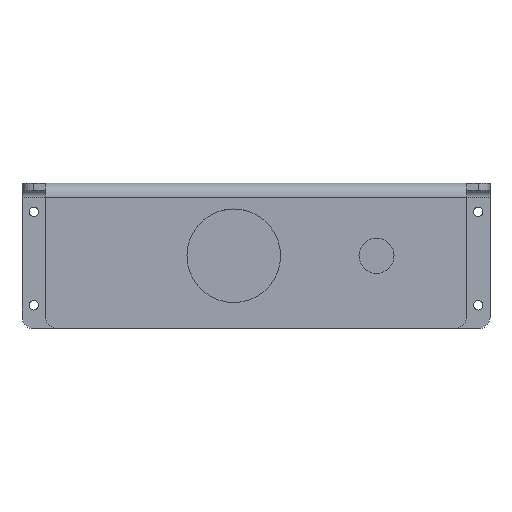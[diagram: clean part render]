
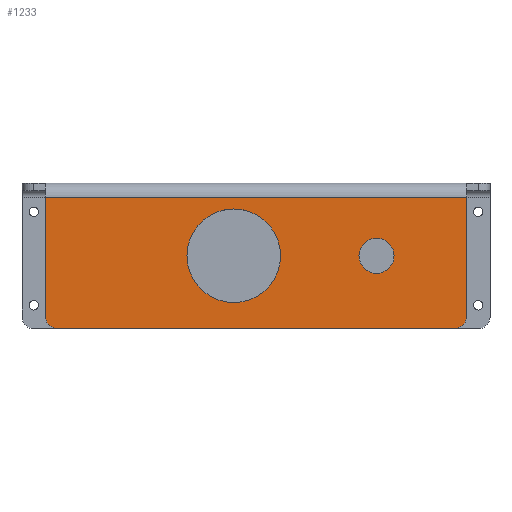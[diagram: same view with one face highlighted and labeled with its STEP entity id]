
A CAD part, top view. The second image highlights one B-rep face of the part: STEP entity #1233.
In plain terms, the highlighted planar face has unit normal (0, 0, 1).
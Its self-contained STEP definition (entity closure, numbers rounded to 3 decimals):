
#10 = LINE ( 'NONE', #817, #2254 ) ;
#17 = CIRCLE ( 'NONE', #1658, 20. ) ;
#24 = EDGE_CURVE ( 'NONE', #1394, #1965, #10, .T. ) ;
#25 = VERTEX_POINT ( 'NONE', #1222 ) ;
#70 = VERTEX_POINT ( 'NONE', #2351 ) ;
#77 = DIRECTION ( 'NONE',  ( 0., 1., 0. ) ) ;
#99 = CARTESIAN_POINT ( 'NONE',  ( 51.5, 0., 98. ) ) ;
#130 = VERTEX_POINT ( 'NONE', #1265 ) ;
#161 = FACE_BOUND ( 'NONE', #1079, .T. ) ;
#171 = AXIS2_PLACEMENT_3D ( 'NONE', #313, #2025, #77 ) ;
#175 = DIRECTION ( 'NONE',  ( 1., 0., 0. ) ) ;
#258 = AXIS2_PLACEMENT_3D ( 'NONE', #99, #1468, #1056 ) ;
#313 = CARTESIAN_POINT ( 'NONE',  ( 85., -26., 98. ) ) ;
#325 = ORIENTED_EDGE ( 'NONE', *, *, #1549, .T. ) ;
#330 = AXIS2_PLACEMENT_3D ( 'NONE', #740, #1523, #380 ) ;
#380 = DIRECTION ( 'NONE',  ( 0., 1., 0. ) ) ;
#390 = AXIS2_PLACEMENT_3D ( 'NONE', #1595, #1963, #175 ) ;
#452 = ORIENTED_EDGE ( 'NONE', *, *, #1430, .F. ) ;
#461 = CARTESIAN_POINT ( 'NONE',  ( 90., 25., 98. ) ) ;
#496 = DIRECTION ( 'NONE',  ( 0., 1., 0. ) ) ;
#546 = CARTESIAN_POINT ( 'NONE',  ( -85., -31., 98. ) ) ;
#615 = CARTESIAN_POINT ( 'NONE',  ( -9.5, 0., 98. ) ) ;
#662 = ORIENTED_EDGE ( 'NONE', *, *, #1895, .F. ) ;
#739 = DIRECTION ( 'NONE',  ( 0., -1., 0. ) ) ;
#740 = CARTESIAN_POINT ( 'NONE',  ( -85., -26., 98. ) ) ;
#783 = CARTESIAN_POINT ( 'NONE',  ( -29.5, 0., 98. ) ) ;
#817 = CARTESIAN_POINT ( 'NONE',  ( 90., 25., 98. ) ) ;
#850 = EDGE_CURVE ( 'NONE', #986, #2239, #17, .T. ) ;
#875 = VERTEX_POINT ( 'NONE', #546 ) ;
#915 = DIRECTION ( 'NONE',  ( 1., 0., 0. ) ) ;
#941 = PLANE ( 'NONE',  #1044 ) ;
#948 = ORIENTED_EDGE ( 'NONE', *, *, #1678, .T. ) ;
#953 = CARTESIAN_POINT ( 'NONE',  ( 0., 0., 98. ) ) ;
#986 = VERTEX_POINT ( 'NONE', #1768 ) ;
#987 = DIRECTION ( 'NONE',  ( 1., 0., 0. ) ) ;
#990 = CIRCLE ( 'NONE', #2411, 20. ) ;
#1033 = DIRECTION ( 'NONE',  ( 0., 0., 1. ) ) ;
#1044 = AXIS2_PLACEMENT_3D ( 'NONE', #953, #1743, #496 ) ;
#1045 = DIRECTION ( 'NONE',  ( 0., 1., 0. ) ) ;
#1056 = DIRECTION ( 'NONE',  ( 1., 0., 0. ) ) ;
#1070 = LINE ( 'NONE', #1679, #2107 ) ;
#1079 = EDGE_LOOP ( 'NONE', ( #1126, #1701 ) ) ;
#1126 = ORIENTED_EDGE ( 'NONE', *, *, #850, .F. ) ;
#1131 = EDGE_CURVE ( 'NONE', #130, #1965, #1070, .T. ) ;
#1222 = CARTESIAN_POINT ( 'NONE',  ( 85., -31., 98. ) ) ;
#1231 = VERTEX_POINT ( 'NONE', #2516 ) ;
#1233 = ADVANCED_FACE ( 'NONE', ( #1892, #161, #1936 ), #941, .F. ) ;
#1256 = DIRECTION ( 'NONE',  ( 1., 0., 0. ) ) ;
#1265 = CARTESIAN_POINT ( 'NONE',  ( 90., -26., 98. ) ) ;
#1351 = CARTESIAN_POINT ( 'NONE',  ( 44., 0., 98. ) ) ;
#1366 = CIRCLE ( 'NONE', #258, 7.5 ) ;
#1372 = CARTESIAN_POINT ( 'NONE',  ( -90., 25., 98. ) ) ;
#1394 = VERTEX_POINT ( 'NONE', #1372 ) ;
#1396 = DIRECTION ( 'NONE',  ( 1., 0., 0. ) ) ;
#1429 = LINE ( 'NONE', #2209, #2518 ) ;
#1430 = EDGE_CURVE ( 'NONE', #2340, #1231, #1366, .T. ) ;
#1434 = CIRCLE ( 'NONE', #330, 5. ) ;
#1440 = ORIENTED_EDGE ( 'NONE', *, *, #2326, .T. ) ;
#1468 = DIRECTION ( 'NONE',  ( 0., 0., 1. ) ) ;
#1517 = CARTESIAN_POINT ( 'NONE',  ( -9.5, 0., 98. ) ) ;
#1523 = DIRECTION ( 'NONE',  ( 0., 0., 1. ) ) ;
#1549 = EDGE_CURVE ( 'NONE', #875, #25, #1429, .T. ) ;
#1577 = VECTOR ( 'NONE', #739, 1000. ) ;
#1595 = CARTESIAN_POINT ( 'NONE',  ( 51.5, 0., 98. ) ) ;
#1658 = AXIS2_PLACEMENT_3D ( 'NONE', #1517, #1694, #915 ) ;
#1678 = EDGE_CURVE ( 'NONE', #1394, #70, #1754, .T. ) ;
#1679 = CARTESIAN_POINT ( 'NONE',  ( 90., 0., 98. ) ) ;
#1694 = DIRECTION ( 'NONE',  ( 0., 0., 1. ) ) ;
#1701 = ORIENTED_EDGE ( 'NONE', *, *, #2446, .F. ) ;
#1715 = CIRCLE ( 'NONE', #390, 7.5 ) ;
#1718 = CARTESIAN_POINT ( 'NONE',  ( -90., 0., 98. ) ) ;
#1743 = DIRECTION ( 'NONE',  ( 0., 0., -1. ) ) ;
#1754 = LINE ( 'NONE', #1718, #1577 ) ;
#1768 = CARTESIAN_POINT ( 'NONE',  ( 10.5, 0., 98. ) ) ;
#1850 = CIRCLE ( 'NONE', #171, 5. ) ;
#1892 = FACE_BOUND ( 'NONE', #2470, .T. ) ;
#1895 = EDGE_CURVE ( 'NONE', #1231, #2340, #1715, .T. ) ;
#1936 = FACE_OUTER_BOUND ( 'NONE', #2140, .T. ) ;
#1963 = DIRECTION ( 'NONE',  ( 0., 0., 1. ) ) ;
#1965 = VERTEX_POINT ( 'NONE', #461 ) ;
#1975 = ORIENTED_EDGE ( 'NONE', *, *, #1131, .T. ) ;
#2025 = DIRECTION ( 'NONE',  ( 0., 0., 1. ) ) ;
#2107 = VECTOR ( 'NONE', #1045, 1000. ) ;
#2140 = EDGE_LOOP ( 'NONE', ( #948, #1440, #325, #2205, #1975, #2176 ) ) ;
#2176 = ORIENTED_EDGE ( 'NONE', *, *, #24, .F. ) ;
#2205 = ORIENTED_EDGE ( 'NONE', *, *, #2294, .T. ) ;
#2209 = CARTESIAN_POINT ( 'NONE',  ( 0., -31., 98. ) ) ;
#2239 = VERTEX_POINT ( 'NONE', #783 ) ;
#2254 = VECTOR ( 'NONE', #987, 1000. ) ;
#2294 = EDGE_CURVE ( 'NONE', #25, #130, #1850, .T. ) ;
#2326 = EDGE_CURVE ( 'NONE', #70, #875, #1434, .T. ) ;
#2340 = VERTEX_POINT ( 'NONE', #1351 ) ;
#2351 = CARTESIAN_POINT ( 'NONE',  ( -90., -26., 98. ) ) ;
#2411 = AXIS2_PLACEMENT_3D ( 'NONE', #615, #1033, #1396 ) ;
#2446 = EDGE_CURVE ( 'NONE', #2239, #986, #990, .T. ) ;
#2470 = EDGE_LOOP ( 'NONE', ( #662, #452 ) ) ;
#2516 = CARTESIAN_POINT ( 'NONE',  ( 59., 0., 98. ) ) ;
#2518 = VECTOR ( 'NONE', #1256, 1000. ) ;
